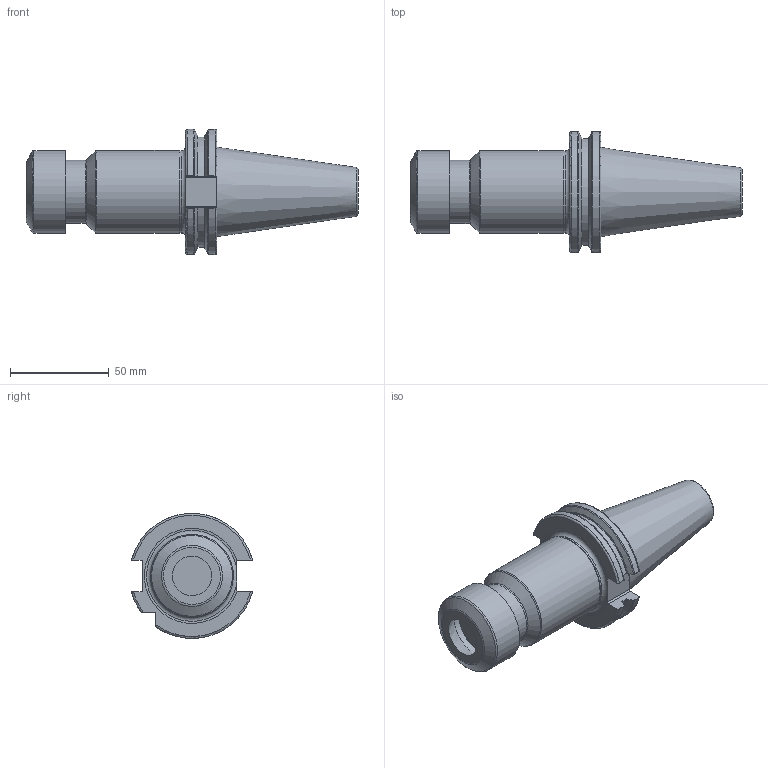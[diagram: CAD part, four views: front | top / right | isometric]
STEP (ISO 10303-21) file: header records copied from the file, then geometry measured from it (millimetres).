
FILE_DESCRIPTION(/* description */ (''),/* implementation_level */ '2;1');
FILE_NAME(/* name */ 'ASK40-ER-25-100.stp',/* time_stamp */ '2024-12-24T16:21:12+03:00',/* author */ (''),/* organization */ (''),/* preprocessor_version */ 'ST-DEVELOPER v19.4',/* originating_system */ 'SIEMENS PLM Software NX2306.3001',/* authorisation */ '');
FILE_SCHEMA (('AUTOMOTIVE_DESIGN { 1 0 10303 214 3 1 1 1 }'));
Length unit declared in the file: millimetre
Products named in the file (1): ASK40-ER-25-100-LIGHT_objects
Bounding box: 168.4 x 61.37 x 63.42 mm (x, y, z)
Volume: 210072.1 mm3; surface area: 29122.8 mm2
Topology: 1 solids, 1 shells, 103 faces, 277 edges, 179 vertices
Faces by surface type: plane 30, torus 28, cone 23, cylinder 22
Full cylindrical faces by diameter (mm): 4 x1, 10 x1, 30 x1, 30.5 x1, 32 x1, 41.8 x1, 42 x2
Entity records: 3583 total; most frequent: CARTESIAN_POINT 1215, ORIENTED_EDGE 478, DIRECTION 461, EDGE_CURVE 239, AXIS2_PLACEMENT_3D 198, VERTEX_POINT 170, EDGE_LOOP 134, ADVANCED_FACE 103
